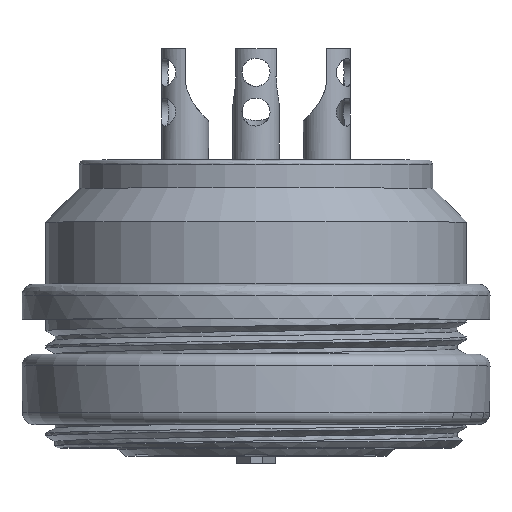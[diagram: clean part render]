
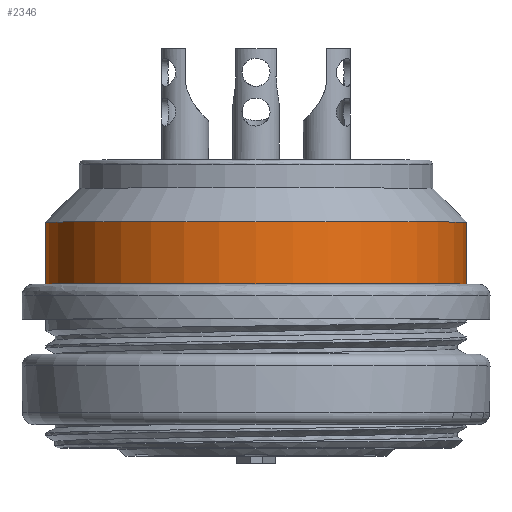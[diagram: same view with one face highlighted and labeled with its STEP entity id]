
A CAD part, top view. The second image highlights one B-rep face of the part: STEP entity #2346.
In plain terms, the highlighted cylindrical face has radius 9 mm (diameter 18 mm), a full revolution.
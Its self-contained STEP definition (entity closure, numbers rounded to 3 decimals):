
#1315=FACE_BOUND('',#2969,.T.);
#1316=FACE_BOUND('',#2970,.T.);
#2346=ADVANCED_FACE('',(#1315,#1316),#2614,.T.);
#2614=CYLINDRICAL_SURFACE('',#6564,9.);
#2969=EDGE_LOOP('',(#3667));
#2970=EDGE_LOOP('',(#3668));
#3333=CIRCLE('',#6561,9.);
#3334=CIRCLE('',#6563,9.);
#3667=ORIENTED_EDGE('',*,*,#5674,.T.);
#3668=ORIENTED_EDGE('',*,*,#5675,.F.);
#5101=VERTEX_POINT('',#10154);
#5102=VERTEX_POINT('',#10157);
#5674=EDGE_CURVE('',#5101,#5101,#3333,.T.);
#5675=EDGE_CURVE('',#5102,#5102,#3334,.T.);
#6561=AXIS2_PLACEMENT_3D('',#10153,#7102,#7103);
#6563=AXIS2_PLACEMENT_3D('',#10156,#7106,#7107);
#6564=AXIS2_PLACEMENT_3D('',#10158,#7108,#7109);
#7102=DIRECTION('',(0.,-1.,0.));
#7103=DIRECTION('',(0.,0.,-1.));
#7106=DIRECTION('',(0.,-1.,0.));
#7107=DIRECTION('',(0.,0.,-1.));
#7108=DIRECTION('',(0.,1.,0.));
#7109=DIRECTION('',(0.,0.,-1.));
#10153=CARTESIAN_POINT('',(0.,9.65,0.));
#10154=CARTESIAN_POINT('',(0.,9.65,-9.));
#10156=CARTESIAN_POINT('',(0.,7.,0.));
#10157=CARTESIAN_POINT('',(0.,7.,-9.));
#10158=CARTESIAN_POINT('',(0.,7.,0.));
